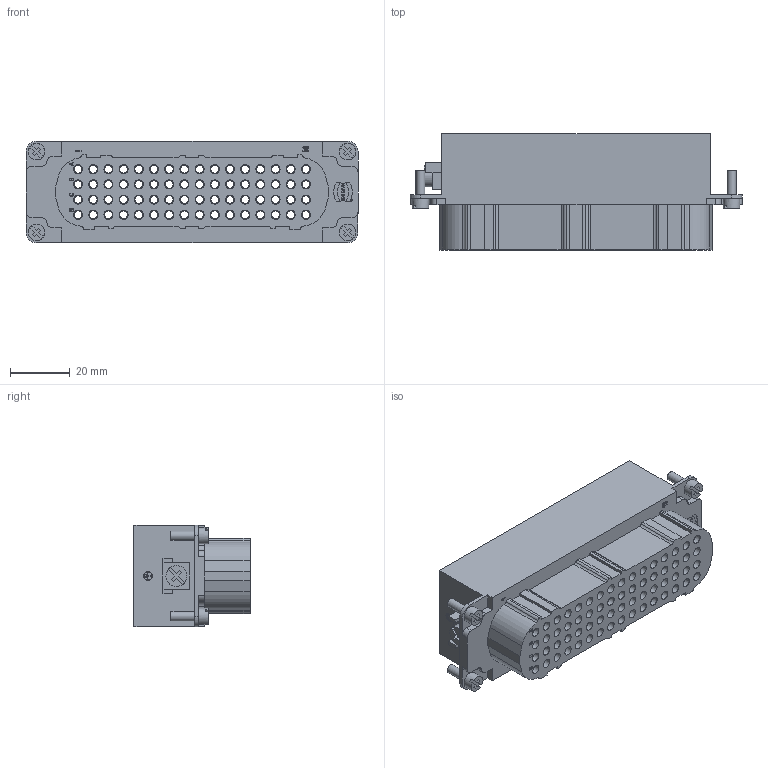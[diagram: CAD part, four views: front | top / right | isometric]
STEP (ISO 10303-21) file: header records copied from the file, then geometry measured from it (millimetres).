
FILE_DESCRIPTION(/* description */ (''),/* implementation_level */ '2;1');
FILE_NAME(/* name */ '100094766ugm000_b.stp',/* time_stamp */ '2017-10-27T14:47:23+02:00',/* author */ (''),/* organization */ (''),/* preprocessor_version */ 'ST-DEVELOPER v16',/* originating_system */ 'SIEMENS PLM Software NX 10.0',/* authorisation */ '');
FILE_SCHEMA (('AUTOMOTIVE_DESIGN { 1 0 10303 214 3 1 1 1 }'));
Length unit declared in the file: millimetre
Products named in the file (1): 100094766ugm000_b
Bounding box: 111 x 38.8 x 34 mm (x, y, z)
Volume: 81721.3 mm3; surface area: 44262.5 mm2
Topology: 1 solids, 1 shells, 989 faces, 2206 edges, 1535 vertices
Faces by surface type: plane 608, cylinder 381
Full cylindrical faces by diameter (mm): 0.587 x1, 0.648 x1, 2.6 x64, 2.7 x1, 3 x73, 3.4 x64, 4.2 x64, 5.5 x4, 7 x1
Entity records: 27589 total; most frequent: DIRECTION 4697, CARTESIAN_POINT 4460, ORIENTED_EDGE 3866, EDGE_CURVE 1933, AXIS2_PLACEMENT_3D 1772, EDGE_LOOP 1641, VERTEX_POINT 1470, LINE 1153
